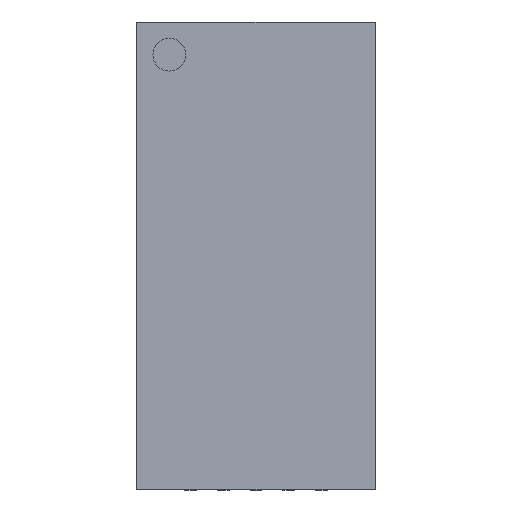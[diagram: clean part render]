
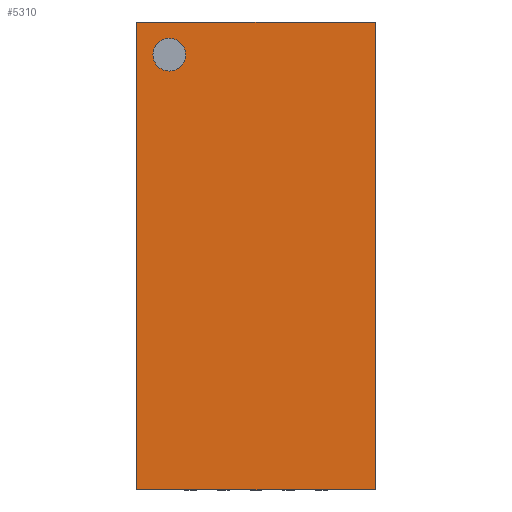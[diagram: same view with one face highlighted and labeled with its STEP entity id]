
A CAD part, top view. The second image highlights one B-rep face of the part: STEP entity #5310.
In plain terms, the highlighted planar face has unit normal (0, 0, 1).
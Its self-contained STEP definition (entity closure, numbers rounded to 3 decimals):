
#72=CARTESIAN_POINT('',(-1.325,2.825,1.0));
#73=VERTEX_POINT('',#72);
#89=CARTESIAN_POINT('',(-1.325,3.325,1.0));
#90=VERTEX_POINT('',#89);
#97=CARTESIAN_POINT('',(-1.325,3.075,1.0));
#98=DIRECTION('',(0.0,0.0,-1.0));
#99=DIRECTION('',(0.0,-1.0,0.0));
#100=AXIS2_PLACEMENT_3D('',#97,#98,#99);
#101=CIRCLE('',#100,0.25);
#102=EDGE_CURVE('',#73,#90,#101,.T.);
#113=CARTESIAN_POINT('',(-1.325,3.075,1.0));
#114=DIRECTION('',(0.0,0.0,-1.0));
#115=DIRECTION('',(0.0,-1.0,0.0));
#116=AXIS2_PLACEMENT_3D('',#113,#114,#115);
#117=CIRCLE('',#116,0.25);
#118=EDGE_CURVE('',#90,#73,#117,.T.);
#5086=CARTESIAN_POINT('',(-1.825,3.575,1.0));
#5087=VERTEX_POINT('',#5086);
#5094=CARTESIAN_POINT('',(1.825,3.575,1.0));
#5095=VERTEX_POINT('',#5094);
#5096=CARTESIAN_POINT('',(-1.825,3.575,1.0));
#5097=DIRECTION('',(1.0,0.0,0.0));
#5098=VECTOR('',#5097,3.65);
#5099=LINE('',#5096,#5098);
#5100=EDGE_CURVE('',#5087,#5095,#5099,.T.);
#5122=CARTESIAN_POINT('',(1.825,-3.575,1.0));
#5123=VERTEX_POINT('',#5122);
#5124=CARTESIAN_POINT('',(1.825,3.575,1.0));
#5125=DIRECTION('',(0.0,-1.0,0.0));
#5126=VECTOR('',#5125,7.15);
#5127=LINE('',#5124,#5126);
#5128=EDGE_CURVE('',#5095,#5123,#5127,.T.);
#5210=CARTESIAN_POINT('',(-1.825,-3.575,1.0));
#5211=VERTEX_POINT('',#5210);
#5212=CARTESIAN_POINT('',(1.825,-3.575,1.0));
#5213=DIRECTION('',(-1.0,0.0,0.0));
#5214=VECTOR('',#5213,3.65);
#5215=LINE('',#5212,#5214);
#5216=EDGE_CURVE('',#5123,#5211,#5215,.T.);
#5282=CARTESIAN_POINT('',(-1.825,-3.575,1.0));
#5283=DIRECTION('',(0.0,1.0,0.0));
#5284=VECTOR('',#5283,7.15);
#5285=LINE('',#5282,#5284);
#5286=EDGE_CURVE('',#5211,#5087,#5285,.T.);
#5295=CARTESIAN_POINT('',(0.,0.,1.0));
#5296=DIRECTION('',(0.0,0.0,1.0));
#5297=DIRECTION('',(0.0,-1.0,0.0));
#5298=AXIS2_PLACEMENT_3D('',#5295,#5296,#5297);
#5299=PLANE('',#5298);
#5300=ORIENTED_EDGE('',*,*,#5100,.F.);
#5301=ORIENTED_EDGE('',*,*,#5286,.F.);
#5302=ORIENTED_EDGE('',*,*,#5216,.F.);
#5303=ORIENTED_EDGE('',*,*,#5128,.F.);
#5304=EDGE_LOOP('',(#5300,#5301,#5302,#5303));
#5305=FACE_OUTER_BOUND('',#5304,.T.);
#5306=ORIENTED_EDGE('',*,*,#102,.T.);
#5307=ORIENTED_EDGE('',*,*,#118,.T.);
#5308=EDGE_LOOP('',(#5306,#5307));
#5309=FACE_BOUND('',#5308,.T.);
#5310=ADVANCED_FACE('',(#5305,#5309),#5299,.T.);
